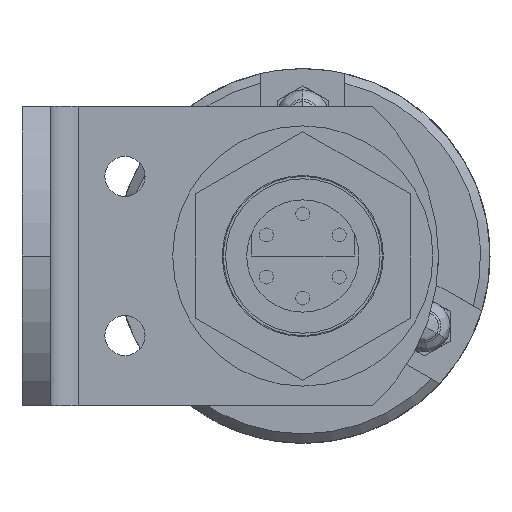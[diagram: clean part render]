
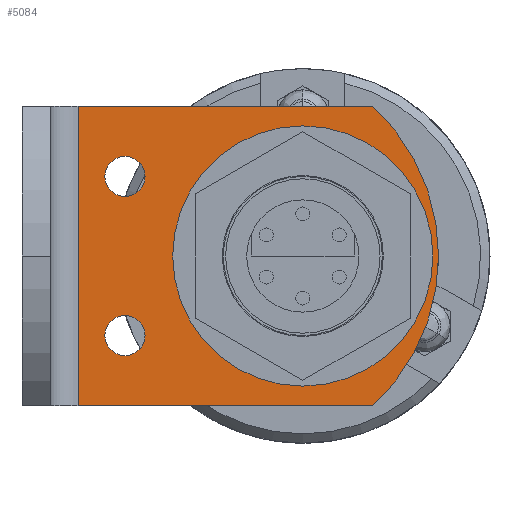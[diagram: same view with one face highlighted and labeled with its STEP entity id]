
A CAD part, front view. The second image highlights one B-rep face of the part: STEP entity #5084.
In plain terms, the highlighted planar face has unit normal (0, -1, 0).
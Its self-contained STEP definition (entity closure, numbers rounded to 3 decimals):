
#8 = EDGE_CURVE ( 'NONE', #6215, #2629, #7154, .T. ) ;
#437 = ORIENTED_EDGE ( 'NONE', *, *, #2528, .F. ) ;
#466 = DIRECTION ( 'NONE',  ( 0., 0., -1. ) ) ;
#598 = FACE_OUTER_BOUND ( 'NONE', #11166, .T. ) ;
#608 = EDGE_CURVE ( 'NONE', #2629, #6215, #4569, .T. ) ;
#808 = DIRECTION ( 'NONE',  ( -1., 0., 0. ) ) ;
#949 = DIRECTION ( 'NONE',  ( 0., -1., 0. ) ) ;
#976 = EDGE_CURVE ( 'NONE', #3840, #7174, #9731, .T. ) ;
#1087 = DIRECTION ( 'NONE',  ( 0., -1., 0. ) ) ;
#1102 = VERTEX_POINT ( 'NONE', #10858 ) ;
#1119 = CIRCLE ( 'NONE', #11228, 2.15 ) ;
#1217 = ORIENTED_EDGE ( 'NONE', *, *, #976, .F. ) ;
#1250 = CARTESIAN_POINT ( 'NONE',  ( 7.5, -287.5, -16. ) ) ;
#1272 = AXIS2_PLACEMENT_3D ( 'NONE', #6160, #949, #7041 ) ;
#1284 = CARTESIAN_POINT ( 'NONE',  ( -7.286, -287.5, 0. ) ) ;
#1661 = EDGE_LOOP ( 'NONE', ( #1217, #10327 ) ) ;
#1707 = CARTESIAN_POINT ( 'NONE',  ( 0., -287.5, 0. ) ) ;
#1968 = CIRCLE ( 'NONE', #10603, 21.786 ) ;
#2154 = DIRECTION ( 'NONE',  ( 0., 0., -1. ) ) ;
#2180 = EDGE_LOOP ( 'NONE', ( #3957, #4918 ) ) ;
#2357 = EDGE_CURVE ( 'NONE', #10060, #1102, #3980, .T. ) ;
#2528 = EDGE_CURVE ( 'NONE', #3717, #7895, #6122, .T. ) ;
#2629 = VERTEX_POINT ( 'NONE', #5283 ) ;
#2705 = VECTOR ( 'NONE', #10834, 1000. ) ;
#2904 = DIRECTION ( 'NONE',  ( 0., -1., 0. ) ) ;
#2918 = FACE_BOUND ( 'NONE', #1661, .T. ) ;
#3030 = CARTESIAN_POINT ( 'NONE',  ( -24., -287.5, 16. ) ) ;
#3205 = DIRECTION ( 'NONE',  ( 0., -1., 0. ) ) ;
#3284 = DIRECTION ( 'NONE',  ( 0., -1., 0. ) ) ;
#3717 = VERTEX_POINT ( 'NONE', #1250 ) ;
#3741 = EDGE_CURVE ( 'NONE', #11205, #6847, #9644, .T. ) ;
#3763 = CARTESIAN_POINT ( 'NONE',  ( 7.5, -287.5, 16. ) ) ;
#3792 = ORIENTED_EDGE ( 'NONE', *, *, #2357, .F. ) ;
#3809 = AXIS2_PLACEMENT_3D ( 'NONE', #8094, #2904, #8986 ) ;
#3840 = VERTEX_POINT ( 'NONE', #7478 ) ;
#3841 = VECTOR ( 'NONE', #808, 1000. ) ;
#3857 = ORIENTED_EDGE ( 'NONE', *, *, #5003, .T. ) ;
#3957 = ORIENTED_EDGE ( 'NONE', *, *, #608, .F. ) ;
#3980 = CIRCLE ( 'NONE', #5582, 2.15 ) ;
#3982 = CARTESIAN_POINT ( 'NONE',  ( 0., -287.5, -8.6 ) ) ;
#4569 = CIRCLE ( 'NONE', #7532, 8.6 ) ;
#4918 = ORIENTED_EDGE ( 'NONE', *, *, #8, .F. ) ;
#5003 = EDGE_CURVE ( 'NONE', #3717, #11205, #1968, .T. ) ;
#5019 = CARTESIAN_POINT ( 'NONE',  ( 0., -287.5, 0. ) ) ;
#5045 = EDGE_CURVE ( 'NONE', #6847, #7895, #8071, .T. ) ;
#5084 = ADVANCED_FACE ( 'NONE', ( #2918, #9587, #5219, #598 ), #9236, .T. ) ;
#5129 = AXIS2_PLACEMENT_3D ( 'NONE', #10959, #10995, #5765 ) ;
#5219 = FACE_BOUND ( 'NONE', #2180, .T. ) ;
#5240 = CARTESIAN_POINT ( 'NONE',  ( -19., -287.5, 6.35 ) ) ;
#5283 = CARTESIAN_POINT ( 'NONE',  ( 0., -287.5, 8.6 ) ) ;
#5378 = DIRECTION ( 'NONE',  ( 0., 0., -1. ) ) ;
#5582 = AXIS2_PLACEMENT_3D ( 'NONE', #8389, #3205, #9273 ) ;
#5765 = DIRECTION ( 'NONE',  ( 0., 0., -1. ) ) ;
#5780 = VECTOR ( 'NONE', #466, 1000. ) ;
#6122 = LINE ( 'NONE', #6913, #3841 ) ;
#6160 = CARTESIAN_POINT ( 'NONE',  ( -19., -287.5, -8.5 ) ) ;
#6215 = VERTEX_POINT ( 'NONE', #3982 ) ;
#6298 = CARTESIAN_POINT ( 'NONE',  ( -19., -287.5, 8.5 ) ) ;
#6362 = CARTESIAN_POINT ( 'NONE',  ( -24., -287.5, -16. ) ) ;
#6622 = EDGE_CURVE ( 'NONE', #7174, #3840, #1119, .T. ) ;
#6781 = EDGE_LOOP ( 'NONE', ( #3792, #8598 ) ) ;
#6847 = VERTEX_POINT ( 'NONE', #3030 ) ;
#6913 = CARTESIAN_POINT ( 'NONE',  ( 14.5, -287.5, -16. ) ) ;
#7041 = DIRECTION ( 'NONE',  ( 0., 0., -1. ) ) ;
#7154 = CIRCLE ( 'NONE', #8760, 8.6 ) ;
#7174 = VERTEX_POINT ( 'NONE', #5240 ) ;
#7177 = DIRECTION ( 'NONE',  ( 0., 0., -1. ) ) ;
#7358 = DIRECTION ( 'NONE',  ( 0., -1., 0. ) ) ;
#7361 = ORIENTED_EDGE ( 'NONE', *, *, #5045, .T. ) ;
#7398 = CARTESIAN_POINT ( 'NONE',  ( -24., -287.5, 16. ) ) ;
#7478 = CARTESIAN_POINT ( 'NONE',  ( -19., -287.5, 10.65 ) ) ;
#7532 = AXIS2_PLACEMENT_3D ( 'NONE', #1707, #7765, #5378 ) ;
#7765 = DIRECTION ( 'NONE',  ( 0., -1., 0. ) ) ;
#7895 = VERTEX_POINT ( 'NONE', #6362 ) ;
#8071 = LINE ( 'NONE', #7398, #5780 ) ;
#8094 = CARTESIAN_POINT ( 'NONE',  ( -19., -287.5, 8.5 ) ) ;
#8389 = CARTESIAN_POINT ( 'NONE',  ( -19., -287.5, -8.5 ) ) ;
#8598 = ORIENTED_EDGE ( 'NONE', *, *, #9667, .F. ) ;
#8760 = AXIS2_PLACEMENT_3D ( 'NONE', #5019, #3284, #10252 ) ;
#8986 = DIRECTION ( 'NONE',  ( 0., 0., -1. ) ) ;
#9236 = PLANE ( 'NONE',  #5129 ) ;
#9273 = DIRECTION ( 'NONE',  ( 0., 0., -1. ) ) ;
#9494 = CIRCLE ( 'NONE', #1272, 2.15 ) ;
#9587 = FACE_BOUND ( 'NONE', #6781, .T. ) ;
#9644 = LINE ( 'NONE', #9964, #2705 ) ;
#9667 = EDGE_CURVE ( 'NONE', #1102, #10060, #9494, .T. ) ;
#9731 = CIRCLE ( 'NONE', #3809, 2.15 ) ;
#9964 = CARTESIAN_POINT ( 'NONE',  ( 14.5, -287.5, 16. ) ) ;
#10060 = VERTEX_POINT ( 'NONE', #10254 ) ;
#10116 = ORIENTED_EDGE ( 'NONE', *, *, #3741, .T. ) ;
#10252 = DIRECTION ( 'NONE',  ( 0., 0., -1. ) ) ;
#10254 = CARTESIAN_POINT ( 'NONE',  ( -19., -287.5, -6.35 ) ) ;
#10327 = ORIENTED_EDGE ( 'NONE', *, *, #6622, .F. ) ;
#10603 = AXIS2_PLACEMENT_3D ( 'NONE', #1284, #7358, #2154 ) ;
#10834 = DIRECTION ( 'NONE',  ( -1., 0., 0. ) ) ;
#10858 = CARTESIAN_POINT ( 'NONE',  ( -19., -287.5, -10.65 ) ) ;
#10959 = CARTESIAN_POINT ( 'NONE',  ( 14.5, -287.5, 16. ) ) ;
#10995 = DIRECTION ( 'NONE',  ( 0., -1., 0. ) ) ;
#11166 = EDGE_LOOP ( 'NONE', ( #437, #3857, #10116, #7361 ) ) ;
#11205 = VERTEX_POINT ( 'NONE', #3763 ) ;
#11228 = AXIS2_PLACEMENT_3D ( 'NONE', #6298, #1087, #7177 ) ;
